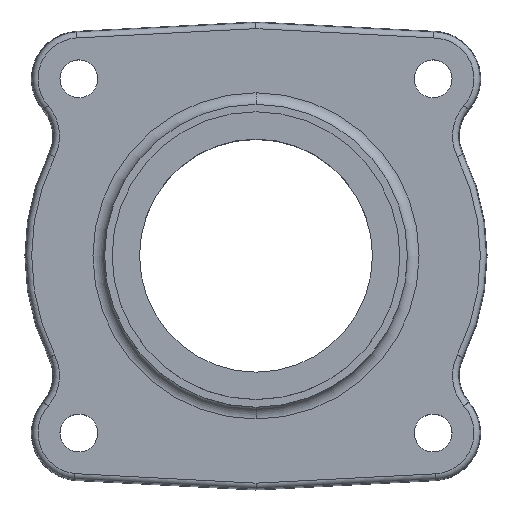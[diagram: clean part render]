
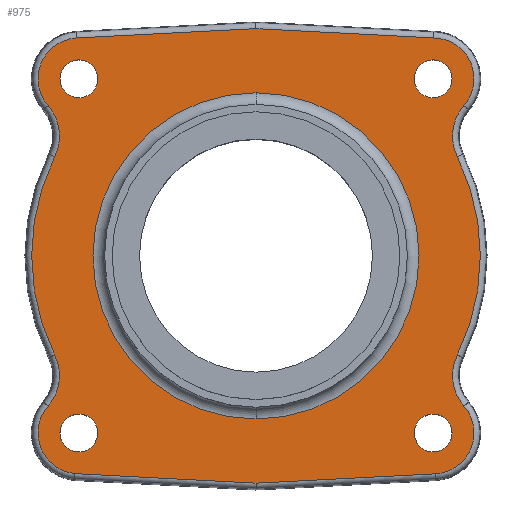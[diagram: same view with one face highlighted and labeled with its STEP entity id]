
A CAD part, top view. The second image highlights one B-rep face of the part: STEP entity #975.
In plain terms, the highlighted planar face has unit normal (0, 0, 1).
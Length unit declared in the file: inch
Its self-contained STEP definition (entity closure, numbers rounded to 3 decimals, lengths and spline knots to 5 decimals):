
#2=CARTESIAN_POINT('',(0.,0.,0.6875));
#3=DIRECTION('',(0.,0.,1.));
#4=DIRECTION('',(0.,1.,0.));
#5=AXIS2_PLACEMENT_3D('',#2,#3,#4);
#7=CARTESIAN_POINT('',(0.,0.,0.6875));
#8=DIRECTION('',(0.,0.,-1.));
#9=DIRECTION('',(0.,1.,0.));
#10=AXIS2_PLACEMENT_3D('',#7,#8,#9);
#12=CARTESIAN_POINT('',(1.90035,1.90035,0.6875));
#13=DIRECTION('',(0.,0.,1.));
#14=DIRECTION('',(1.,0.,0.));
#15=AXIS2_PLACEMENT_3D('',#12,#13,#14);
#17=CARTESIAN_POINT('',(1.90035,1.90035,0.6875));
#18=DIRECTION('',(0.,0.,1.));
#19=DIRECTION('',(-1.,0.,0.));
#20=AXIS2_PLACEMENT_3D('',#17,#18,#19);
#22=CARTESIAN_POINT('',(1.90035,-1.90035,0.6875));
#23=DIRECTION('',(0.,0.,1.));
#24=DIRECTION('',(1.,0.,0.));
#25=AXIS2_PLACEMENT_3D('',#22,#23,#24);
#27=CARTESIAN_POINT('',(1.90035,-1.90035,0.6875));
#28=DIRECTION('',(0.,0.,1.));
#29=DIRECTION('',(-1.,0.,0.));
#30=AXIS2_PLACEMENT_3D('',#27,#28,#29);
#32=CARTESIAN_POINT('',(-1.90035,-1.90035,0.6875));
#33=DIRECTION('',(0.,0.,1.));
#34=DIRECTION('',(1.,0.,0.));
#35=AXIS2_PLACEMENT_3D('',#32,#33,#34);
#37=CARTESIAN_POINT('',(-1.90035,-1.90035,0.6875));
#38=DIRECTION('',(0.,0.,1.));
#39=DIRECTION('',(-1.,0.,0.));
#40=AXIS2_PLACEMENT_3D('',#37,#38,#39);
#42=CARTESIAN_POINT('',(-1.90035,1.90035,0.6875));
#43=DIRECTION('',(0.,0.,1.));
#44=DIRECTION('',(1.,0.,0.));
#45=AXIS2_PLACEMENT_3D('',#42,#43,#44);
#47=CARTESIAN_POINT('',(-1.90035,1.90035,0.6875));
#48=DIRECTION('',(0.,0.,1.));
#49=DIRECTION('',(-1.,0.,0.));
#50=AXIS2_PLACEMENT_3D('',#47,#48,#49);
#480=CARTESIAN_POINT('',(-1.90035,1.90035,0.6875));
#481=DIRECTION('',(0.,0.,1.));
#482=DIRECTION('',(-0.052,0.999,0.));
#483=AXIS2_PLACEMENT_3D('',#480,#481,#482);
#495=CARTESIAN_POINT('',(-2.60706,1.28434,0.6875));
#496=DIRECTION('',(0.,0.,-1.));
#497=DIRECTION('',(0.754,0.657,0.));
#498=AXIS2_PLACEMENT_3D('',#495,#496,#497);
#510=CARTESIAN_POINT('',(0.,0.,0.6875));
#511=DIRECTION('',(0.,0.,1.));
#512=DIRECTION('',(-0.897,0.442,0.));
#513=AXIS2_PLACEMENT_3D('',#510,#511,#512);
#525=CARTESIAN_POINT('',(-2.60706,-1.28434,0.6875));
#526=DIRECTION('',(0.,0.,-1.));
#527=DIRECTION('',(0.897,0.442,0.));
#528=AXIS2_PLACEMENT_3D('',#525,#526,#527);
#550=CARTESIAN_POINT('',(-1.90035,-1.90035,0.6875));
#551=DIRECTION('',(0.,0.,1.));
#552=DIRECTION('',(-0.754,0.657,0.));
#553=AXIS2_PLACEMENT_3D('',#550,#551,#552);
#563=DIRECTION('',(0.999,-0.052,0.));
#564=VECTOR('',#563,1.95043);
#565=CARTESIAN_POINT('',(-1.94774,-2.33636,0.6875));
#566=LINE('',#565,#564);
#571=DIRECTION('',(0.999,0.052,0.));
#572=VECTOR('',#571,1.92576);
#573=CARTESIAN_POINT('',(0.00001,-2.4385,0.6875));
#574=LINE('',#573,#572);
#587=CARTESIAN_POINT('',(1.90035,-1.90035,0.6875));
#588=DIRECTION('',(0.,0.,1.));
#589=DIRECTION('',(0.052,-0.999,0.));
#590=AXIS2_PLACEMENT_3D('',#587,#588,#589);
#602=CARTESIAN_POINT('',(2.60706,-1.28434,0.6875));
#603=DIRECTION('',(0.,0.,-1.));
#604=DIRECTION('',(-0.754,-0.657,0.));
#605=AXIS2_PLACEMENT_3D('',#602,#603,#604);
#617=CARTESIAN_POINT('',(0.,0.,0.6875));
#618=DIRECTION('',(0.,0.,1.));
#619=DIRECTION('',(0.897,-0.442,0.));
#620=AXIS2_PLACEMENT_3D('',#617,#618,#619);
#632=CARTESIAN_POINT('',(2.60706,1.28434,0.6875));
#633=DIRECTION('',(0.,0.,-1.));
#634=DIRECTION('',(-0.897,-0.442,0.));
#635=AXIS2_PLACEMENT_3D('',#632,#633,#634);
#657=CARTESIAN_POINT('',(1.90035,1.90035,0.6875));
#658=DIRECTION('',(0.,0.,1.));
#659=DIRECTION('',(0.754,-0.657,0.));
#660=AXIS2_PLACEMENT_3D('',#657,#658,#659);
#674=DIRECTION('',(-0.999,0.052,0.));
#675=VECTOR('',#674,1.90246);
#676=CARTESIAN_POINT('',(1.89984,2.33893,0.6875));
#677=LINE('',#676,#675);
#686=DIRECTION('',(-0.999,-0.052,0.));
#687=VECTOR('',#686,1.92576);
#688=CARTESIAN_POINT('',(-0.00001,2.4385,0.6875));
#689=LINE('',#688,#687);
#762=CARTESIAN_POINT('',(-2.23096,-1.61217,0.6875));
#763=CARTESIAN_POINT('',(-1.9477,-2.33637,0.6875));
#764=VERTEX_POINT('',#762);
#765=VERTEX_POINT('',#763);
#766=CARTESIAN_POINT('',(-2.1595,-1.06386,0.6875));
#767=VERTEX_POINT('',#766);
#770=CARTESIAN_POINT('',(-2.1595,1.06386,0.6875));
#771=VERTEX_POINT('',#770);
#774=CARTESIAN_POINT('',(-2.23096,1.61217,0.6875));
#775=VERTEX_POINT('',#774);
#778=CARTESIAN_POINT('',(-1.92316,2.33834,0.6875));
#779=VERTEX_POINT('',#778);
#782=CARTESIAN_POINT('',(-0.00001,2.4385,0.6875));
#783=VERTEX_POINT('',#782);
#786=CARTESIAN_POINT('',(0.00001,-2.4385,0.6875));
#787=VERTEX_POINT('',#786);
#790=CARTESIAN_POINT('',(1.92316,-2.33834,0.6875));
#791=VERTEX_POINT('',#790);
#794=CARTESIAN_POINT('',(2.23096,-1.61217,0.6875));
#795=VERTEX_POINT('',#794);
#798=CARTESIAN_POINT('',(2.1595,-1.06386,0.6875));
#799=VERTEX_POINT('',#798);
#802=CARTESIAN_POINT('',(2.1595,1.06386,0.6875));
#803=VERTEX_POINT('',#802);
#806=CARTESIAN_POINT('',(2.23096,1.61217,0.6875));
#807=VERTEX_POINT('',#806);
#812=CARTESIAN_POINT('',(1.89984,2.33893,0.6875));
#813=VERTEX_POINT('',#812);
#852=CARTESIAN_POINT('',(0.,1.75,0.6875));
#853=VERTEX_POINT('',#852);
#864=CARTESIAN_POINT('',(0.,-1.75,0.6875));
#865=VERTEX_POINT('',#864);
#870=CARTESIAN_POINT('',(2.10335,1.90035,0.6875));
#871=CARTESIAN_POINT('',(1.69735,1.90035,0.6875));
#872=VERTEX_POINT('',#870);
#873=VERTEX_POINT('',#871);
#878=CARTESIAN_POINT('',(2.10335,-1.90035,0.6875));
#879=CARTESIAN_POINT('',(1.69735,-1.90035,0.6875));
#880=VERTEX_POINT('',#878);
#881=VERTEX_POINT('',#879);
#886=CARTESIAN_POINT('',(-1.69735,-1.90035,0.6875));
#887=CARTESIAN_POINT('',(-2.10335,-1.90035,0.6875));
#888=VERTEX_POINT('',#886);
#889=VERTEX_POINT('',#887);
#894=CARTESIAN_POINT('',(-1.69735,1.90035,0.6875));
#895=CARTESIAN_POINT('',(-2.10335,1.90035,0.6875));
#896=VERTEX_POINT('',#894);
#897=VERTEX_POINT('',#895);
#910=CARTESIAN_POINT('',(0.,0.,0.6875));
#911=DIRECTION('',(0.,0.,1.));
#912=DIRECTION('',(1.,0.,0.));
#913=AXIS2_PLACEMENT_3D('',#910,#911,#912);
#914=PLANE('',#913);
#916=ORIENTED_EDGE('',*,*,#915,.F.);
#918=ORIENTED_EDGE('',*,*,#917,.F.);
#920=ORIENTED_EDGE('',*,*,#919,.F.);
#922=ORIENTED_EDGE('',*,*,#921,.F.);
#924=ORIENTED_EDGE('',*,*,#923,.F.);
#926=ORIENTED_EDGE('',*,*,#925,.F.);
#928=ORIENTED_EDGE('',*,*,#927,.F.);
#930=ORIENTED_EDGE('',*,*,#929,.F.);
#932=ORIENTED_EDGE('',*,*,#931,.F.);
#934=ORIENTED_EDGE('',*,*,#933,.F.);
#936=ORIENTED_EDGE('',*,*,#935,.F.);
#938=ORIENTED_EDGE('',*,*,#937,.F.);
#940=ORIENTED_EDGE('',*,*,#939,.F.);
#942=ORIENTED_EDGE('',*,*,#941,.F.);
#943=EDGE_LOOP('',(#916,#918,#920,#922,#924,#926,#928,#930,#932,#934,#936,#938,
#940,#942));
#944=FACE_OUTER_BOUND('',#943,.F.);
#946=ORIENTED_EDGE('',*,*,#945,.T.);
#948=ORIENTED_EDGE('',*,*,#947,.F.);
#949=EDGE_LOOP('',(#946,#948));
#950=FACE_BOUND('',#949,.F.);
#952=ORIENTED_EDGE('',*,*,#951,.T.);
#954=ORIENTED_EDGE('',*,*,#953,.T.);
#955=EDGE_LOOP('',(#952,#954));
#956=FACE_BOUND('',#955,.F.);
#958=ORIENTED_EDGE('',*,*,#957,.T.);
#960=ORIENTED_EDGE('',*,*,#959,.T.);
#961=EDGE_LOOP('',(#958,#960));
#962=FACE_BOUND('',#961,.F.);
#964=ORIENTED_EDGE('',*,*,#963,.T.);
#966=ORIENTED_EDGE('',*,*,#965,.T.);
#967=EDGE_LOOP('',(#964,#966));
#968=FACE_BOUND('',#967,.F.);
#970=ORIENTED_EDGE('',*,*,#969,.T.);
#972=ORIENTED_EDGE('',*,*,#971,.T.);
#973=EDGE_LOOP('',(#970,#972));
#974=FACE_BOUND('',#973,.F.);
#975=ADVANCED_FACE('',(#944,#950,#956,#962,#968,#974),#914,.T.);
#6=CIRCLE('',#5,1.75);
#11=CIRCLE('',#10,1.75);
#16=CIRCLE('',#15,0.203);
#21=CIRCLE('',#20,0.203);
#26=CIRCLE('',#25,0.203);
#31=CIRCLE('',#30,0.203);
#36=CIRCLE('',#35,0.203);
#41=CIRCLE('',#40,0.203);
#46=CIRCLE('',#45,0.203);
#51=CIRCLE('',#50,0.203);
#484=CIRCLE('',#483,0.43858);
#499=CIRCLE('',#498,0.49892);
#514=CIRCLE('',#513,2.40733);
#529=CIRCLE('',#528,0.49892);
#554=CIRCLE('',#553,0.43858);
#591=CIRCLE('',#590,0.43858);
#606=CIRCLE('',#605,0.49892);
#621=CIRCLE('',#620,2.40733);
#636=CIRCLE('',#635,0.49892);
#661=CIRCLE('',#660,0.43858);
#915=EDGE_CURVE('',#764,#765,#554,.T.);
#917=EDGE_CURVE('',#767,#764,#529,.T.);
#919=EDGE_CURVE('',#771,#767,#514,.T.);
#921=EDGE_CURVE('',#775,#771,#499,.T.);
#923=EDGE_CURVE('',#779,#775,#484,.T.);
#925=EDGE_CURVE('',#783,#779,#689,.T.);
#927=EDGE_CURVE('',#813,#783,#677,.T.);
#929=EDGE_CURVE('',#807,#813,#661,.T.);
#931=EDGE_CURVE('',#803,#807,#636,.T.);
#933=EDGE_CURVE('',#799,#803,#621,.T.);
#935=EDGE_CURVE('',#795,#799,#606,.T.);
#937=EDGE_CURVE('',#791,#795,#591,.T.);
#939=EDGE_CURVE('',#787,#791,#574,.T.);
#941=EDGE_CURVE('',#765,#787,#566,.T.);
#945=EDGE_CURVE('',#853,#865,#6,.T.);
#947=EDGE_CURVE('',#853,#865,#11,.T.);
#951=EDGE_CURVE('',#872,#873,#16,.T.);
#953=EDGE_CURVE('',#873,#872,#21,.T.);
#957=EDGE_CURVE('',#880,#881,#26,.T.);
#959=EDGE_CURVE('',#881,#880,#31,.T.);
#963=EDGE_CURVE('',#888,#889,#36,.T.);
#965=EDGE_CURVE('',#889,#888,#41,.T.);
#969=EDGE_CURVE('',#896,#897,#46,.T.);
#971=EDGE_CURVE('',#897,#896,#51,.T.);
